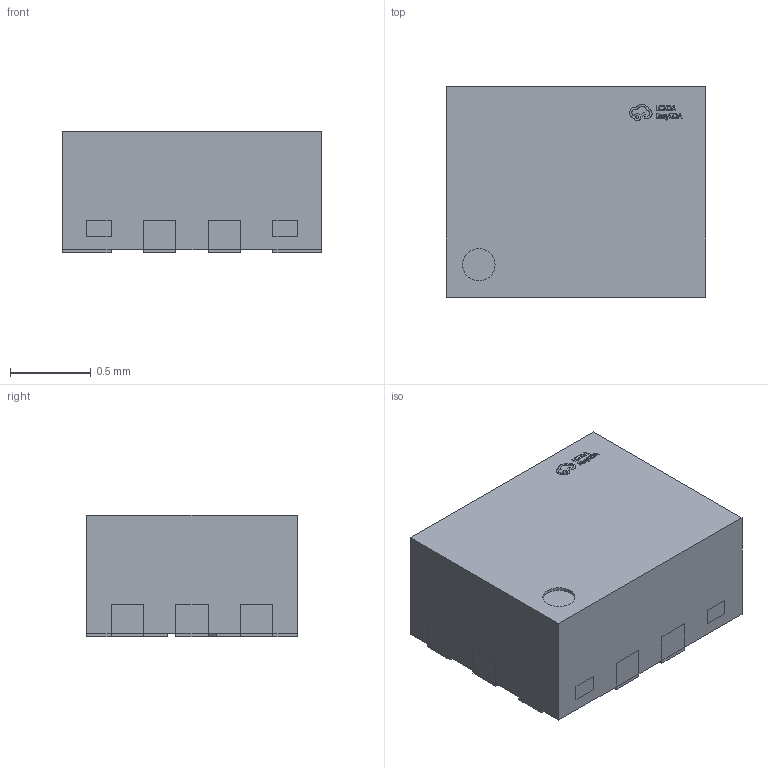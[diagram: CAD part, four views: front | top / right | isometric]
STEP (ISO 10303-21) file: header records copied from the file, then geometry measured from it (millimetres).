
FILE_DESCRIPTION (( 'STEP AP214' ), '1' );
FILE_NAME ('TQFN-10_L1.6-W1.3-H0.8-P0.50-TL.step', '2022-07-15T03:52:12', ( '' ), ( '' ), 'SwSTEP 2.0', 'SolidWorks 2020', '' );
FILE_SCHEMA (( 'AUTOMOTIVE_DESIGN' ));
Length unit declared in the file: millimetre
Products named in the file (1): TQFN-10_L1.6-W1.3-H0.8-P0.50-TL
Bounding box: 1.6 x 1.3 x 0.75 mm (x, y, z)
Volume: 1.5 mm3; surface area: 15.3 mm2
Topology: 34 solids, 34 shells, 466 faces, 1174 edges, 788 vertices
Faces by surface type: plane 352, bspline 112, cylinder 2
Entity records: 19856 total; most frequent: CARTESIAN_POINT 4533, ORIENTED_EDGE 2348, DIRECTION 1660, EDGE_CURVE 1174, LINE 942, VECTOR 942, VERTEX_POINT 788, EDGE_LOOP 490
